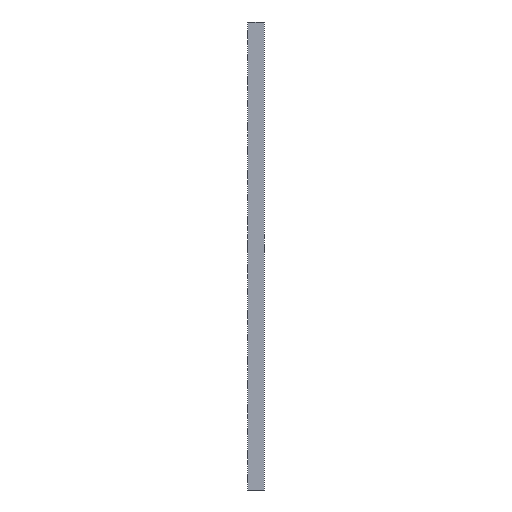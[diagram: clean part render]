
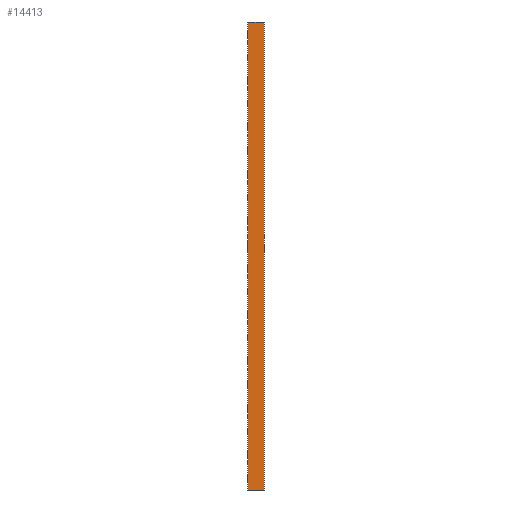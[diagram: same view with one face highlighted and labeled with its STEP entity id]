
A CAD part, front view. The second image highlights one B-rep face of the part: STEP entity #14413.
In plain terms, the highlighted planar face has unit normal (0.009, -1, 0).
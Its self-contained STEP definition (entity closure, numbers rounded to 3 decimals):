
#235=DIRECTION('',(0.,0.,1.));
#236=VECTOR('',#235,2000.);
#237=CARTESIAN_POINT('',(72.175,-64.259,0.));
#238=LINE('',#237,#236);
#279=DIRECTION('',(1.,0.009,0.));
#280=VECTOR('',#279,72.177);
#281=CARTESIAN_POINT('',(0.,-64.889,0.));
#282=LINE('',#281,#280);
#291=DIRECTION('',(-1.,-0.009,0.));
#292=VECTOR('',#291,72.177);
#293=CARTESIAN_POINT('',(72.175,-64.259,2000.));
#294=LINE('',#293,#292);
#331=DIRECTION('',(0.,0.,1.));
#332=VECTOR('',#331,2000.);
#333=CARTESIAN_POINT('',(0.,-64.889,0.));
#334=LINE('',#333,#332);
#13561=CARTESIAN_POINT('',(72.175,-64.259,0.));
#13562=CARTESIAN_POINT('',(72.175,-64.259,2000.));
#13563=VERTEX_POINT('',#13561);
#13564=VERTEX_POINT('',#13562);
#13565=CARTESIAN_POINT('',(0.,-64.889,0.));
#13566=CARTESIAN_POINT('',(0.,-64.889,2000.));
#13567=VERTEX_POINT('',#13565);
#13568=VERTEX_POINT('',#13566);
#14401=CARTESIAN_POINT('',(2.27,-64.869,0.));
#14402=DIRECTION('',(0.009,-1.,0.));
#14403=DIRECTION('',(1.,0.009,0.));
#14404=AXIS2_PLACEMENT_3D('',#14401,#14402,#14403);
#14405=PLANE('',#14404);
#14406=ORIENTED_EDGE('',*,*,#14377,.F.);
#14407=ORIENTED_EDGE('',*,*,#14319,.F.);
#14408=ORIENTED_EDGE('',*,*,#14352,.F.);
#14410=ORIENTED_EDGE('',*,*,#14409,.T.);
#14411=EDGE_LOOP('',(#14406,#14407,#14408,#14410));
#14412=FACE_OUTER_BOUND('',#14411,.F.);
#14413=ADVANCED_FACE('',(#14412),#14405,.T.);
#14319=EDGE_CURVE('',#13563,#13564,#238,.T.);
#14352=EDGE_CURVE('',#13567,#13563,#282,.T.);
#14377=EDGE_CURVE('',#13564,#13568,#294,.T.);
#14409=EDGE_CURVE('',#13567,#13568,#334,.T.);
